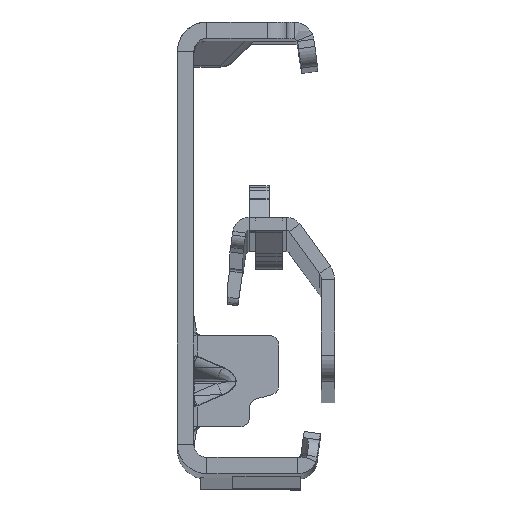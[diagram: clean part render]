
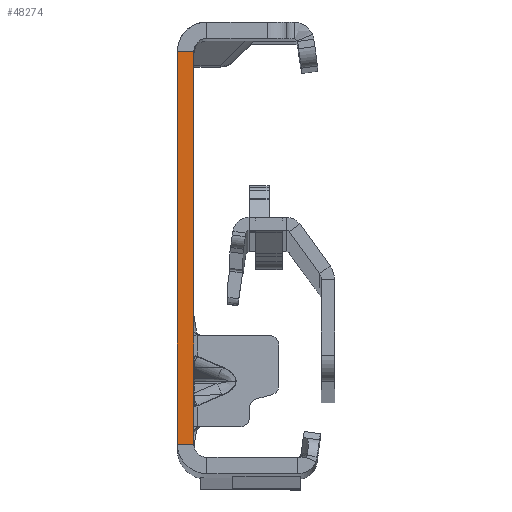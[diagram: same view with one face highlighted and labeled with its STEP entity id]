
A CAD part, top view. The second image highlights one B-rep face of the part: STEP entity #48274.
In plain terms, the highlighted planar face has unit normal (0, 0, 1).
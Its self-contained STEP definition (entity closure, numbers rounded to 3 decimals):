
#291 = CARTESIAN_POINT ( 'NONE',  ( -2.5, 30., 0. ) ) ;
#694 = DIRECTION ( 'NONE',  ( 0., -1., 0. ) ) ;
#3006 = ORIENTED_EDGE ( 'NONE', *, *, #45835, .T. ) ;
#4213 = CARTESIAN_POINT ( 'NONE',  ( 0., 30., 0. ) ) ;
#4402 = VERTEX_POINT ( 'NONE', #14756 ) ;
#5553 = DIRECTION ( 'NONE',  ( 0., -1., 0. ) ) ;
#6327 = EDGE_LOOP ( 'NONE', ( #14183, #3006, #34830, #30294 ) ) ;
#9298 = LINE ( 'NONE', #24380, #47508 ) ;
#9834 = CARTESIAN_POINT ( 'NONE',  ( 0., -30., 0. ) ) ;
#10518 = CARTESIAN_POINT ( 'NONE',  ( -2.5, -32., 0. ) ) ;
#14183 = ORIENTED_EDGE ( 'NONE', *, *, #21845, .F. ) ;
#14209 = FACE_OUTER_BOUND ( 'NONE', #6327, .T. ) ;
#14756 = CARTESIAN_POINT ( 'NONE',  ( -2.5, -30., 0. ) ) ;
#16223 = VECTOR ( 'NONE', #694, 1000. ) ;
#18672 = PLANE ( 'NONE',  #22603 ) ;
#19551 = LINE ( 'NONE', #49111, #16223 ) ;
#21845 = EDGE_CURVE ( 'NONE', #32443, #22942, #19551, .T. ) ;
#22603 = AXIS2_PLACEMENT_3D ( 'NONE', #10518, #25593, #40775 ) ;
#22942 = VERTEX_POINT ( 'NONE', #9834 ) ;
#24380 = CARTESIAN_POINT ( 'NONE',  ( -2.5, -32., 0. ) ) ;
#25593 = DIRECTION ( 'NONE',  ( 0., 0., 1. ) ) ;
#28796 = VECTOR ( 'NONE', #35902, 1000. ) ;
#30294 = ORIENTED_EDGE ( 'NONE', *, *, #32656, .F. ) ;
#32443 = VERTEX_POINT ( 'NONE', #4213 ) ;
#32558 = VECTOR ( 'NONE', #43436, 1000. ) ;
#32656 = EDGE_CURVE ( 'NONE', #22942, #4402, #46403, .T. ) ;
#34830 = ORIENTED_EDGE ( 'NONE', *, *, #40641, .T. ) ;
#34928 = CARTESIAN_POINT ( 'NONE',  ( 0., 30., 0. ) ) ;
#35902 = DIRECTION ( 'NONE',  ( -1., 0., 0. ) ) ;
#39667 = CARTESIAN_POINT ( 'NONE',  ( 0., -30., 0. ) ) ;
#40641 = EDGE_CURVE ( 'NONE', #41395, #4402, #9298, .T. ) ;
#40775 = DIRECTION ( 'NONE',  ( 1., 0., 0. ) ) ;
#41395 = VERTEX_POINT ( 'NONE', #291 ) ;
#43436 = DIRECTION ( 'NONE',  ( -1., 0., 0. ) ) ;
#43642 = LINE ( 'NONE', #34928, #28796 ) ;
#45835 = EDGE_CURVE ( 'NONE', #32443, #41395, #43642, .T. ) ;
#46403 = LINE ( 'NONE', #39667, #32558 ) ;
#47508 = VECTOR ( 'NONE', #5553, 1000. ) ;
#48274 = ADVANCED_FACE ( 'NONE', ( #14209 ), #18672, .T. ) ;
#49111 = CARTESIAN_POINT ( 'NONE',  ( 0., -32., 0. ) ) ;
